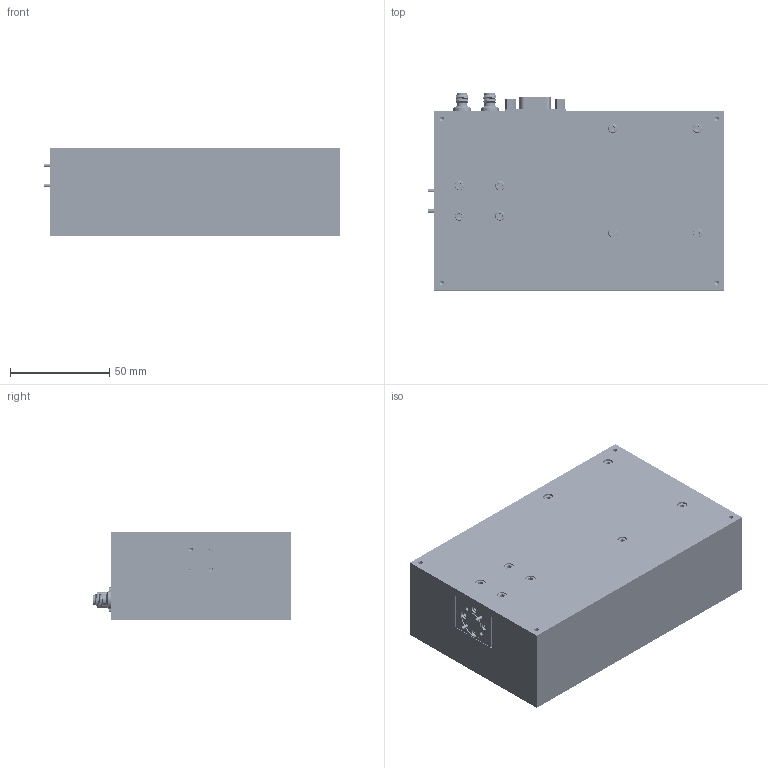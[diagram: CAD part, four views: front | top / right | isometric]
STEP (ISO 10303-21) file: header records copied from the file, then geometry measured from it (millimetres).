
FILE_DESCRIPTION (( 'STEP AP203' ), '1' );
FILE_NAME ('DMOP-06-101-A1-DF.STEP', '2025-05-20T20:00:32', ( '' ), ( '' ), 'SwSTEP 2.0', 'SolidWorks 2021', '' );
FILE_SCHEMA (( 'CONFIG_CONTROL_DESIGN' ));
Products named in the file (1): DMOP-06-101-A1-DF
Bounding box: 149.42 x 99.24 x 44.48 mm (x, y, z)
Volume: 606831.5 mm3; surface area: 97429.1 mm2
Topology: 41 solids, 46 shells, 4060 faces, 10722 edges, 6898 vertices
Faces by surface type: cylinder 1894, plane 1145, cone 543, bspline 476, torus 2
Entity records: 211300 total; most frequent: CARTESIAN_POINT 122941, ORIENTED_EDGE 21312, DIRECTION 15052, EDGE_CURVE 10656, VERTEX_POINT 6898, AXIS2_PLACEMENT_3D 5283, VECTOR 4486, LINE 4486
